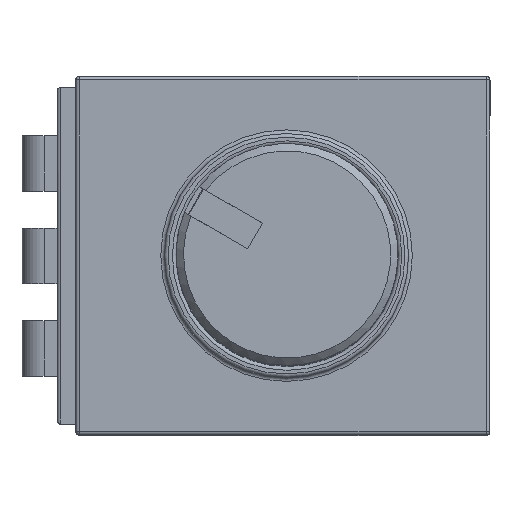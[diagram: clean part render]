
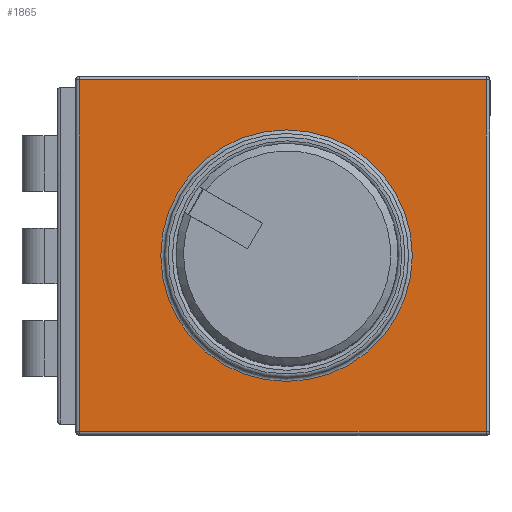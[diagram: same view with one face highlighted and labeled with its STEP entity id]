
A CAD part, top view. The second image highlights one B-rep face of the part: STEP entity #1865.
In plain terms, the highlighted planar face has unit normal (0, 0, 1).
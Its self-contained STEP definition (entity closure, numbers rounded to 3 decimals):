
#25=FACE_BOUND('',#250,.T.);
#54=PLANE('',#2015);
#138=FACE_OUTER_BOUND('',#249,.T.);
#249=EDGE_LOOP('',(#1345,#1346,#1347,#1348));
#250=EDGE_LOOP('',(#1349,#1350));
#363=CIRCLE('',#2013,3.4);
#364=CIRCLE('',#2014,3.4);
#427=LINE('',#2792,#631);
#428=LINE('',#2794,#632);
#429=LINE('',#2796,#633);
#430=LINE('',#2797,#634);
#631=VECTOR('',#2246,10.);
#632=VECTOR('',#2247,10.);
#633=VECTOR('',#2248,10.);
#634=VECTOR('',#2249,10.);
#841=VERTEX_POINT('',#2784);
#842=VERTEX_POINT('',#2786);
#843=VERTEX_POINT('',#2790);
#844=VERTEX_POINT('',#2791);
#845=VERTEX_POINT('',#2793);
#846=VERTEX_POINT('',#2795);
#1034=EDGE_CURVE('',#841,#842,#363,.T.);
#1035=EDGE_CURVE('',#842,#841,#364,.T.);
#1036=EDGE_CURVE('',#843,#844,#427,.T.);
#1037=EDGE_CURVE('',#845,#843,#428,.T.);
#1038=EDGE_CURVE('',#846,#845,#429,.T.);
#1039=EDGE_CURVE('',#844,#846,#430,.T.);
#1345=ORIENTED_EDGE('',*,*,#1036,.F.);
#1346=ORIENTED_EDGE('',*,*,#1037,.F.);
#1347=ORIENTED_EDGE('',*,*,#1038,.F.);
#1348=ORIENTED_EDGE('',*,*,#1039,.F.);
#1349=ORIENTED_EDGE('',*,*,#1035,.F.);
#1350=ORIENTED_EDGE('',*,*,#1034,.F.);
#1865=ADVANCED_FACE('',(#138,#25),#54,.T.);
#2013=AXIS2_PLACEMENT_3D('',#2787,#2240,#2241);
#2014=AXIS2_PLACEMENT_3D('',#2788,#2242,#2243);
#2015=AXIS2_PLACEMENT_3D('',#2789,#2244,#2245);
#2240=DIRECTION('center_axis',(0.,0.,1.));
#2241=DIRECTION('ref_axis',(0.,1.,0.));
#2242=DIRECTION('center_axis',(0.,0.,1.));
#2243=DIRECTION('ref_axis',(0.,1.,0.));
#2244=DIRECTION('center_axis',(0.,0.,1.));
#2245=DIRECTION('ref_axis',(0.,-1.,0.));
#2246=DIRECTION('',(1.,0.,0.));
#2247=DIRECTION('',(0.,1.,0.));
#2248=DIRECTION('',(-1.,0.,0.));
#2249=DIRECTION('',(0.,-1.,0.));
#2784=CARTESIAN_POINT('',(3.384,0.,6.8));
#2786=CARTESIAN_POINT('',(-0.016,-3.4,6.8));
#2787=CARTESIAN_POINT('Origin',(-0.016,0.,
6.8));
#2788=CARTESIAN_POINT('Origin',(-0.016,0.,
6.8));
#2789=CARTESIAN_POINT('Origin',(-0.116,0.,
6.8));
#2790=CARTESIAN_POINT('',(-5.616,4.75,6.8));
#2791=CARTESIAN_POINT('',(5.384,4.75,6.8));
#2792=CARTESIAN_POINT('',(2.684,4.75,6.8));
#2793=CARTESIAN_POINT('',(-5.616,-4.75,6.8));
#2794=CARTESIAN_POINT('',(-5.616,2.425,6.8));
#2795=CARTESIAN_POINT('',(5.384,-4.75,6.8));
#2796=CARTESIAN_POINT('',(-2.916,-4.75,6.8));
#2797=CARTESIAN_POINT('',(5.384,-2.425,6.8));
